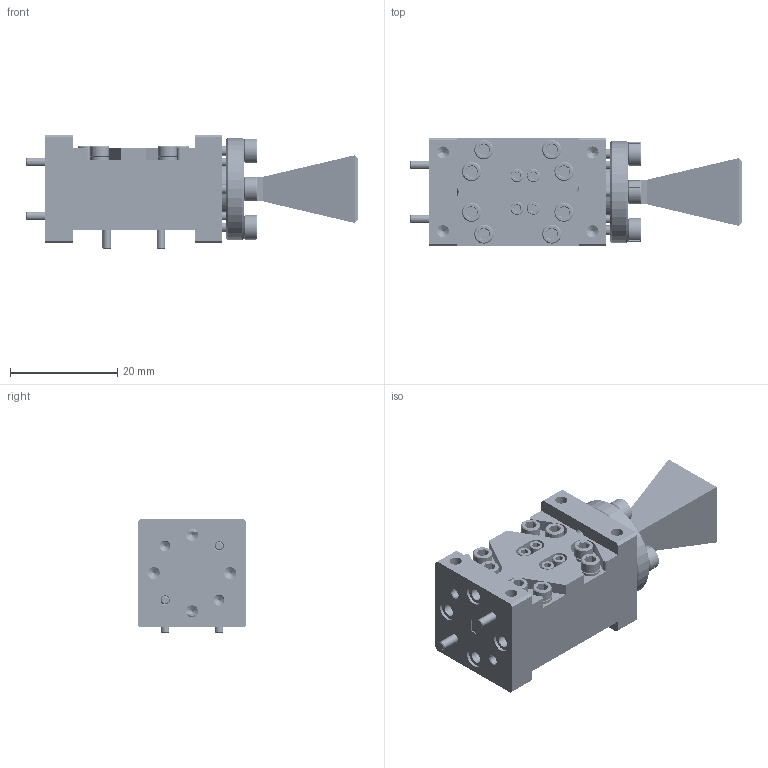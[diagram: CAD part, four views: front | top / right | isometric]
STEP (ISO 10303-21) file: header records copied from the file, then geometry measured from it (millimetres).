
FILE_DESCRIPTION (( 'STEP AP203' ), '1' );
FILE_NAME ('SAR-2018-100-S2-DP.STEP', '2018-10-03T17:01:13', ( '' ), ( '' ), 'SwSTEP 2.0', 'SolidWorks 2016', '' );
FILE_SCHEMA (( 'CONFIG_CONTROL_DESIGN' ));
Products named in the file (1): SAR-2018-100-S2-DP
Bounding box: 62.04 x 20.32 x 21.4 mm (x, y, z)
Volume: 13208.4 mm3; surface area: 10655.2 mm2
Topology: 38 solids, 38 shells, 2415 faces, 6474 edges, 4152 vertices
Faces by surface type: cylinder 1370, plane 681, cone 324, bspline 32, torus 8
Entity records: 99461 total; most frequent: CARTESIAN_POINT 46426, ORIENTED_EDGE 12820, DIRECTION 9350, EDGE_CURVE 6410, VERTEX_POINT 4152, AXIS2_PLACEMENT_3D 3448, EDGE_LOOP 2520, LINE 2454
